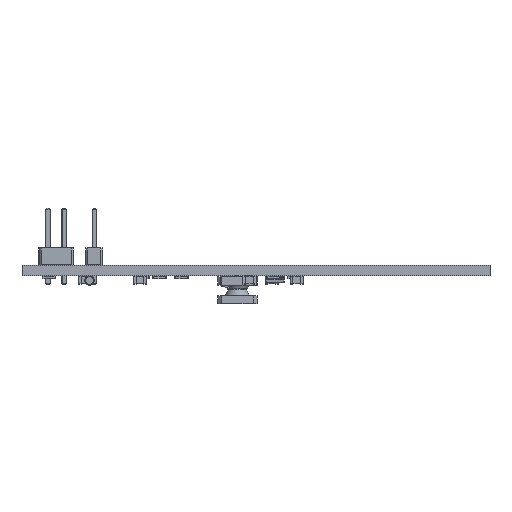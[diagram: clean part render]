
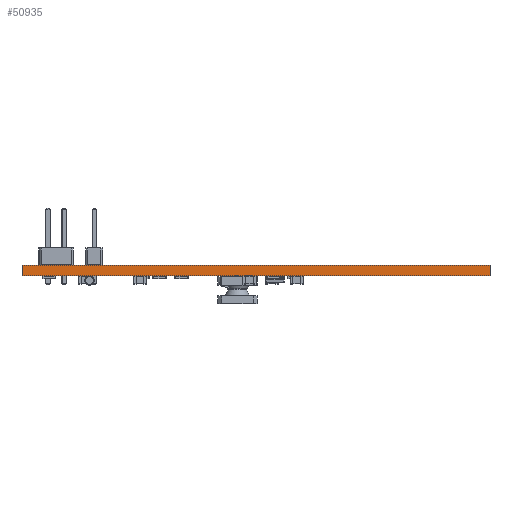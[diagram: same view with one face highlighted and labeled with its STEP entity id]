
A CAD part, left-side view. The second image highlights one B-rep face of the part: STEP entity #50935.
In plain terms, the highlighted planar face has unit normal (-1, 0, 0).
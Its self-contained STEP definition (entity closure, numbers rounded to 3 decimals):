
#50935 = ADVANCED_FACE('',(#50936),#50950,.F.);
#50936 = FACE_BOUND('',#50937,.F.);
#50937 = EDGE_LOOP('',(#50938,#50973,#51001,#51029));
#50938 = ORIENTED_EDGE('',*,*,#50939,.T.);
#50939 = EDGE_CURVE('',#50940,#50942,#50944,.T.);
#50940 = VERTEX_POINT('',#50941);
#50941 = CARTESIAN_POINT('',(-4.98,65.94,0.));
#50942 = VERTEX_POINT('',#50943);
#50943 = CARTESIAN_POINT('',(-4.98,65.94,1.6));
#50944 = SURFACE_CURVE('',#50945,(#50949,#50961),.PCURVE_S1.);
#50945 = LINE('',#50946,#50947);
#50946 = CARTESIAN_POINT('',(-4.98,65.94,0.));
#50947 = VECTOR('',#50948,1.);
#50948 = DIRECTION('',(0.,0.,1.));
#50949 = PCURVE('',#50950,#50955);
#50950 = PLANE('',#50951);
#50951 = AXIS2_PLACEMENT_3D('',#50952,#50953,#50954);
#50952 = CARTESIAN_POINT('',(-4.98,65.94,0.));
#50953 = DIRECTION('',(1.,0.,-0.));
#50954 = DIRECTION('',(0.,-1.,0.));
#50955 = DEFINITIONAL_REPRESENTATION('',(#50956),#50960);
#50956 = LINE('',#50957,#50958);
#50957 = CARTESIAN_POINT('',(0.,0.));
#50958 = VECTOR('',#50959,1.);
#50959 = DIRECTION('',(0.,-1.));
#50960 = ( GEOMETRIC_REPRESENTATION_CONTEXT(2) 
PARAMETRIC_REPRESENTATION_CONTEXT() REPRESENTATION_CONTEXT('2D SPACE',''
  ) );
#50961 = PCURVE('',#50962,#50967);
#50962 = PLANE('',#50963);
#50963 = AXIS2_PLACEMENT_3D('',#50964,#50965,#50966);
#50964 = CARTESIAN_POINT('',(55.78,65.94,0.));
#50965 = DIRECTION('',(0.,-1.,0.));
#50966 = DIRECTION('',(-1.,0.,0.));
#50967 = DEFINITIONAL_REPRESENTATION('',(#50968),#50972);
#50968 = LINE('',#50969,#50970);
#50969 = CARTESIAN_POINT('',(60.76,0.));
#50970 = VECTOR('',#50971,1.);
#50971 = DIRECTION('',(0.,-1.));
#50972 = ( GEOMETRIC_REPRESENTATION_CONTEXT(2) 
PARAMETRIC_REPRESENTATION_CONTEXT() REPRESENTATION_CONTEXT('2D SPACE',''
  ) );
#50973 = ORIENTED_EDGE('',*,*,#50974,.T.);
#50974 = EDGE_CURVE('',#50942,#50975,#50977,.T.);
#50975 = VERTEX_POINT('',#50976);
#50976 = CARTESIAN_POINT('',(-4.98,-4.98,1.6));
#50977 = SURFACE_CURVE('',#50978,(#50982,#50989),.PCURVE_S1.);
#50978 = LINE('',#50979,#50980);
#50979 = CARTESIAN_POINT('',(-4.98,65.94,1.6));
#50980 = VECTOR('',#50981,1.);
#50981 = DIRECTION('',(0.,-1.,0.));
#50982 = PCURVE('',#50950,#50983);
#50983 = DEFINITIONAL_REPRESENTATION('',(#50984),#50988);
#50984 = LINE('',#50985,#50986);
#50985 = CARTESIAN_POINT('',(0.,-1.6));
#50986 = VECTOR('',#50987,1.);
#50987 = DIRECTION('',(1.,0.));
#50988 = ( GEOMETRIC_REPRESENTATION_CONTEXT(2) 
PARAMETRIC_REPRESENTATION_CONTEXT() REPRESENTATION_CONTEXT('2D SPACE',''
  ) );
#50989 = PCURVE('',#50990,#50995);
#50990 = PLANE('',#50991);
#50991 = AXIS2_PLACEMENT_3D('',#50992,#50993,#50994);
#50992 = CARTESIAN_POINT('',(25.4,30.48,1.6));
#50993 = DIRECTION('',(0.,0.,1.));
#50994 = DIRECTION('',(1.,0.,-0.));
#50995 = DEFINITIONAL_REPRESENTATION('',(#50996),#51000);
#50996 = LINE('',#50997,#50998);
#50997 = CARTESIAN_POINT('',(-30.38,35.46));
#50998 = VECTOR('',#50999,1.);
#50999 = DIRECTION('',(0.,-1.));
#51000 = ( GEOMETRIC_REPRESENTATION_CONTEXT(2) 
PARAMETRIC_REPRESENTATION_CONTEXT() REPRESENTATION_CONTEXT('2D SPACE',''
  ) );
#51001 = ORIENTED_EDGE('',*,*,#51002,.F.);
#51002 = EDGE_CURVE('',#51003,#50975,#51005,.T.);
#51003 = VERTEX_POINT('',#51004);
#51004 = CARTESIAN_POINT('',(-4.98,-4.98,0.));
#51005 = SURFACE_CURVE('',#51006,(#51010,#51017),.PCURVE_S1.);
#51006 = LINE('',#51007,#51008);
#51007 = CARTESIAN_POINT('',(-4.98,-4.98,0.));
#51008 = VECTOR('',#51009,1.);
#51009 = DIRECTION('',(0.,0.,1.));
#51010 = PCURVE('',#50950,#51011);
#51011 = DEFINITIONAL_REPRESENTATION('',(#51012),#51016);
#51012 = LINE('',#51013,#51014);
#51013 = CARTESIAN_POINT('',(70.92,0.));
#51014 = VECTOR('',#51015,1.);
#51015 = DIRECTION('',(0.,-1.));
#51016 = ( GEOMETRIC_REPRESENTATION_CONTEXT(2) 
PARAMETRIC_REPRESENTATION_CONTEXT() REPRESENTATION_CONTEXT('2D SPACE',''
  ) );
#51017 = PCURVE('',#51018,#51023);
#51018 = PLANE('',#51019);
#51019 = AXIS2_PLACEMENT_3D('',#51020,#51021,#51022);
#51020 = CARTESIAN_POINT('',(-4.98,-4.98,0.));
#51021 = DIRECTION('',(0.,1.,0.));
#51022 = DIRECTION('',(1.,0.,0.));
#51023 = DEFINITIONAL_REPRESENTATION('',(#51024),#51028);
#51024 = LINE('',#51025,#51026);
#51025 = CARTESIAN_POINT('',(0.,0.));
#51026 = VECTOR('',#51027,1.);
#51027 = DIRECTION('',(0.,-1.));
#51028 = ( GEOMETRIC_REPRESENTATION_CONTEXT(2) 
PARAMETRIC_REPRESENTATION_CONTEXT() REPRESENTATION_CONTEXT('2D SPACE',''
  ) );
#51029 = ORIENTED_EDGE('',*,*,#51030,.F.);
#51030 = EDGE_CURVE('',#50940,#51003,#51031,.T.);
#51031 = SURFACE_CURVE('',#51032,(#51036,#51043),.PCURVE_S1.);
#51032 = LINE('',#51033,#51034);
#51033 = CARTESIAN_POINT('',(-4.98,65.94,0.));
#51034 = VECTOR('',#51035,1.);
#51035 = DIRECTION('',(0.,-1.,0.));
#51036 = PCURVE('',#50950,#51037);
#51037 = DEFINITIONAL_REPRESENTATION('',(#51038),#51042);
#51038 = LINE('',#51039,#51040);
#51039 = CARTESIAN_POINT('',(0.,0.));
#51040 = VECTOR('',#51041,1.);
#51041 = DIRECTION('',(1.,0.));
#51042 = ( GEOMETRIC_REPRESENTATION_CONTEXT(2) 
PARAMETRIC_REPRESENTATION_CONTEXT() REPRESENTATION_CONTEXT('2D SPACE',''
  ) );
#51043 = PCURVE('',#51044,#51049);
#51044 = PLANE('',#51045);
#51045 = AXIS2_PLACEMENT_3D('',#51046,#51047,#51048);
#51046 = CARTESIAN_POINT('',(25.4,30.48,0.));
#51047 = DIRECTION('',(0.,0.,1.));
#51048 = DIRECTION('',(1.,0.,-0.));
#51049 = DEFINITIONAL_REPRESENTATION('',(#51050),#51054);
#51050 = LINE('',#51051,#51052);
#51051 = CARTESIAN_POINT('',(-30.38,35.46));
#51052 = VECTOR('',#51053,1.);
#51053 = DIRECTION('',(0.,-1.));
#51054 = ( GEOMETRIC_REPRESENTATION_CONTEXT(2) 
PARAMETRIC_REPRESENTATION_CONTEXT() REPRESENTATION_CONTEXT('2D SPACE',''
  ) );
